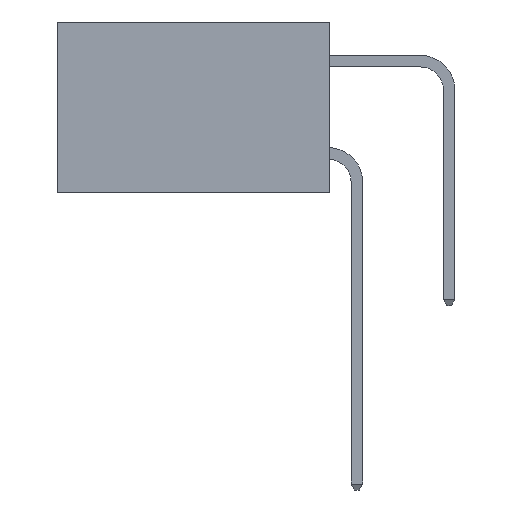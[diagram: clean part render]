
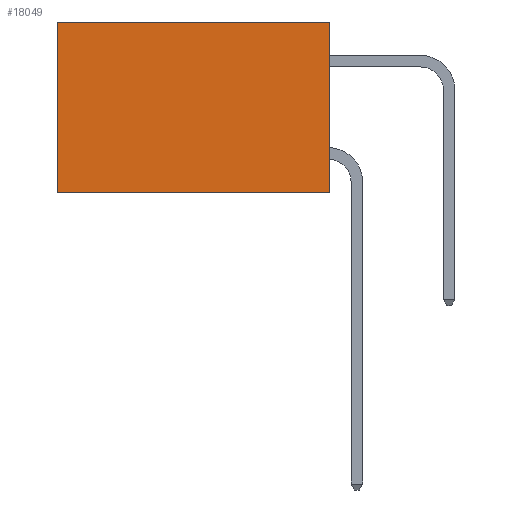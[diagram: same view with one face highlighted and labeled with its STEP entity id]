
A CAD part, left-side view. The second image highlights one B-rep face of the part: STEP entity #18049.
In plain terms, the highlighted planar face has unit normal (-1, 0, 0).
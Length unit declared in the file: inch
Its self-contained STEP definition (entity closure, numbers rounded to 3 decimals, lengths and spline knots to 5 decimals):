
#1504 = ORIENTED_EDGE ( 'NONE', *, *, #8094, .T. ) ;
#1680 = VERTEX_POINT ( 'NONE', #16384 ) ;
#1986 = ORIENTED_EDGE ( 'NONE', *, *, #19508, .F. ) ;
#2514 = AXIS2_PLACEMENT_3D ( 'NONE', #4317, #15790, #5961 ) ;
#2648 = VERTEX_POINT ( 'NONE', #19125 ) ;
#3739 = EDGE_CURVE ( 'NONE', #2648, #20771, #13127, .T. ) ;
#3988 = DIRECTION ( 'NONE',  ( 0., 1., 0. ) ) ;
#4317 = CARTESIAN_POINT ( 'NONE',  ( 0.277, 0., -0.37 ) ) ;
#4916 = ORIENTED_EDGE ( 'NONE', *, *, #3739, .F. ) ;
#5515 = FACE_OUTER_BOUND ( 'NONE', #10797, .T. ) ;
#5886 = PLANE ( 'NONE',  #2514 ) ;
#5961 = DIRECTION ( 'NONE',  ( 0., 0., -1. ) ) ;
#6530 = CARTESIAN_POINT ( 'NONE',  ( 0.277, 0., 0. ) ) ;
#7519 = CARTESIAN_POINT ( 'NONE',  ( 0.277, 0.59, -0.37 ) ) ;
#8071 = ORIENTED_EDGE ( 'NONE', *, *, #14434, .T. ) ;
#8094 = EDGE_CURVE ( 'NONE', #2648, #1680, #13076, .T. ) ;
#8203 = DIRECTION ( 'NONE',  ( 0., 1., 0. ) ) ;
#8275 = LINE ( 'NONE', #17036, #20835 ) ;
#10797 = EDGE_LOOP ( 'NONE', ( #8071, #1986, #4916, #1504 ) ) ;
#12140 = CARTESIAN_POINT ( 'NONE',  ( 0.277, 0.59, -0.37 ) ) ;
#12402 = LINE ( 'NONE', #7519, #16257 ) ;
#12612 = VECTOR ( 'NONE', #18072, 39.37008 ) ;
#13076 = LINE ( 'NONE', #6530, #17453 ) ;
#13127 = LINE ( 'NONE', #18076, #12612 ) ;
#14434 = EDGE_CURVE ( 'NONE', #1680, #17898, #12402, .T. ) ;
#15790 = DIRECTION ( 'NONE',  ( 1., 0., 0. ) ) ;
#16257 = VECTOR ( 'NONE', #18895, 39.37008 ) ;
#16384 = CARTESIAN_POINT ( 'NONE',  ( 0.277, 0.59, 0. ) ) ;
#17036 = CARTESIAN_POINT ( 'NONE',  ( 0.277, 0., -0.37 ) ) ;
#17453 = VECTOR ( 'NONE', #8203, 39.37008 ) ;
#17898 = VERTEX_POINT ( 'NONE', #12140 ) ;
#18049 = ADVANCED_FACE ( 'NONE', ( #5515 ), #5886, .F. ) ;
#18072 = DIRECTION ( 'NONE',  ( 0., 0., -1. ) ) ;
#18076 = CARTESIAN_POINT ( 'NONE',  ( 0.277, 0., -0.37 ) ) ;
#18895 = DIRECTION ( 'NONE',  ( 0., 0., -1. ) ) ;
#19125 = CARTESIAN_POINT ( 'NONE',  ( 0.277, 0., 0. ) ) ;
#19508 = EDGE_CURVE ( 'NONE', #20771, #17898, #8275, .T. ) ;
#20489 = CARTESIAN_POINT ( 'NONE',  ( 0.277, 0., -0.37 ) ) ;
#20771 = VERTEX_POINT ( 'NONE', #20489 ) ;
#20835 = VECTOR ( 'NONE', #3988, 39.37008 ) ;
